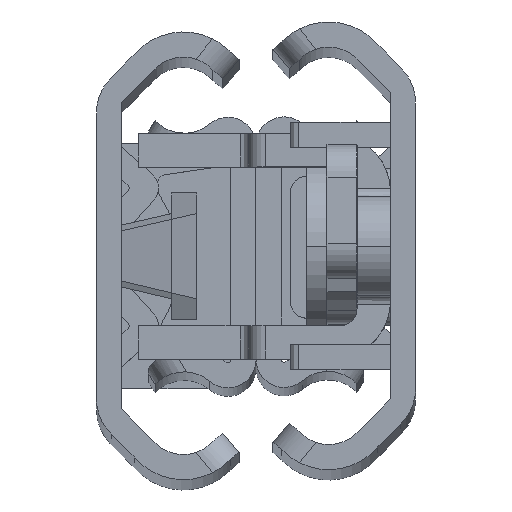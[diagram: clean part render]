
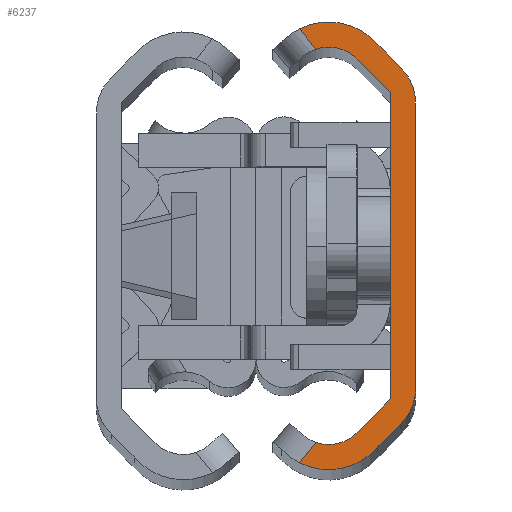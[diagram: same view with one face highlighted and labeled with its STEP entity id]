
A CAD part, top view. The second image highlights one B-rep face of the part: STEP entity #6237.
In plain terms, the highlighted planar face has unit normal (0, 0, 1).
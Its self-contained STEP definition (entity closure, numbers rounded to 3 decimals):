
#184 = EDGE_CURVE ( 'NONE', #8246, #5086, #8928, .T. ) ;
#253 = VECTOR ( 'NONE', #12979, 1000. ) ;
#267 = PLANE ( 'NONE',  #4873 ) ;
#383 = CARTESIAN_POINT ( 'NONE',  ( 5.454, 12.981, 0. ) ) ;
#393 = CARTESIAN_POINT ( 'NONE',  ( 3.7, -9.52, 0. ) ) ;
#493 = DIRECTION ( 'NONE',  ( 0., 0., -1. ) ) ;
#507 = ORIENTED_EDGE ( 'NONE', *, *, #545, .T. ) ;
#545 = EDGE_CURVE ( 'NONE', #9830, #11540, #899, .T. ) ;
#828 = CARTESIAN_POINT ( 'NONE',  ( -0.621, 10.669, 0. ) ) ;
#882 = ORIENTED_EDGE ( 'NONE', *, *, #12360, .T. ) ;
#899 = LINE ( 'NONE', #10998, #253 ) ;
#963 = EDGE_CURVE ( 'NONE', #5484, #3961, #2948, .T. ) ;
#974 = CARTESIAN_POINT ( 'NONE',  ( -0.621, -10.669, 0. ) ) ;
#1030 = EDGE_CURVE ( 'NONE', #3961, #10610, #8314, .T. ) ;
#1476 = CARTESIAN_POINT ( 'NONE',  ( 3.7, 9.52, 0. ) ) ;
#1552 = EDGE_CURVE ( 'NONE', #2331, #10911, #3225, .T. ) ;
#1666 = ORIENTED_EDGE ( 'NONE', *, *, #963, .T. ) ;
#1685 = CARTESIAN_POINT ( 'NONE',  ( 0.752, -12.042, 0. ) ) ;
#1906 = ORIENTED_EDGE ( 'NONE', *, *, #8254, .T. ) ;
#1990 = EDGE_CURVE ( 'NONE', #10911, #8246, #7825, .T. ) ;
#2243 = DIRECTION ( 'NONE',  ( 0., 1., 0. ) ) ;
#2256 = ORIENTED_EDGE ( 'NONE', *, *, #1552, .T. ) ;
#2331 = VERTEX_POINT ( 'NONE', #1685 ) ;
#2377 = VERTEX_POINT ( 'NONE', #9918 ) ;
#2432 = DIRECTION ( 'NONE',  ( 0., 0., -1. ) ) ;
#2479 = CARTESIAN_POINT ( 'NONE',  ( 1.5, -8.548, 0. ) ) ;
#2948 = LINE ( 'NONE', #828, #4509 ) ;
#3225 = CIRCLE ( 'NONE', #7486, 3.88 ) ;
#3228 = VERTEX_POINT ( 'NONE', #11929 ) ;
#3302 = CARTESIAN_POINT ( 'NONE',  ( 1.859, -11.028, 0. ) ) ;
#3515 = FACE_OUTER_BOUND ( 'NONE', #5504, .T. ) ;
#3556 = CARTESIAN_POINT ( 'NONE',  ( 3.7, 9.52, 0. ) ) ;
#3762 = AXIS2_PLACEMENT_3D ( 'NONE', #3556, #4559, #11768 ) ;
#3896 = DIRECTION ( 'NONE',  ( 0.643, 0.766, 0. ) ) ;
#3961 = VERTEX_POINT ( 'NONE', #4546 ) ;
#4246 = LINE ( 'NONE', #974, #10123 ) ;
#4283 = VECTOR ( 'NONE', #8806, 1000. ) ;
#4317 = DIRECTION ( 'NONE',  ( 1., 0., 0. ) ) ;
#4322 = CARTESIAN_POINT ( 'NONE',  ( 1.5, -8.548, 0. ) ) ;
#4491 = CARTESIAN_POINT ( 'NONE',  ( 4.446, -11.78, 0. ) ) ;
#4509 = VECTOR ( 'NONE', #8068, 1000. ) ;
#4546 = CARTESIAN_POINT ( 'NONE',  ( -0.621, 10.669, 0. ) ) ;
#4559 = DIRECTION ( 'NONE',  ( 0., 0., 1. ) ) ;
#4646 = CIRCLE ( 'NONE', #5030, 3. ) ;
#4873 = AXIS2_PLACEMENT_3D ( 'NONE', #4322, #9419, #8492 ) ;
#5030 = AXIS2_PLACEMENT_3D ( 'NONE', #2479, #8531, #8467 ) ;
#5033 = CARTESIAN_POINT ( 'NONE',  ( 1.859, -11.028, 0. ) ) ;
#5086 = VERTEX_POINT ( 'NONE', #5033 ) ;
#5088 = CARTESIAN_POINT ( 'NONE',  ( -6.78, -1.6, 0. ) ) ;
#5144 = AXIS2_PLACEMENT_3D ( 'NONE', #11841, #6813, #10850 ) ;
#5246 = LINE ( 'NONE', #7237, #10501 ) ;
#5268 = VERTEX_POINT ( 'NONE', #8473 ) ;
#5373 = DIRECTION ( 'NONE',  ( 0., 0., 1. ) ) ;
#5434 = VECTOR ( 'NONE', #10417, 1000. ) ;
#5484 = VERTEX_POINT ( 'NONE', #11476 ) ;
#5504 = EDGE_LOOP ( 'NONE', ( #2256, #6161, #6752, #10313, #12590, #507, #882, #6907, #12662, #1666, #6708, #11637, #1906, #12435 ) ) ;
#5653 = VERTEX_POINT ( 'NONE', #383 ) ;
#6161 = ORIENTED_EDGE ( 'NONE', *, *, #1990, .T. ) ;
#6237 = ADVANCED_FACE ( 'NONE', ( #3515 ), #267, .T. ) ;
#6493 = DIRECTION ( 'NONE',  ( 1., 0., 0. ) ) ;
#6708 = ORIENTED_EDGE ( 'NONE', *, *, #1030, .T. ) ;
#6752 = ORIENTED_EDGE ( 'NONE', *, *, #184, .T. ) ;
#6813 = DIRECTION ( 'NONE',  ( 0., 0., 1. ) ) ;
#6907 = ORIENTED_EDGE ( 'NONE', *, *, #6926, .T. ) ;
#6926 = EDGE_CURVE ( 'NONE', #2377, #5653, #10117, .T. ) ;
#7106 = AXIS2_PLACEMENT_3D ( 'NONE', #1476, #493, #11696 ) ;
#7237 = CARTESIAN_POINT ( 'NONE',  ( 0., 9.169, 0. ) ) ;
#7368 = DIRECTION ( 'NONE',  ( -0.707, 0.707, 0. ) ) ;
#7486 = AXIS2_PLACEMENT_3D ( 'NONE', #393, #5373, #4317 ) ;
#7825 = LINE ( 'NONE', #9803, #4283 ) ;
#8068 = DIRECTION ( 'NONE',  ( -0.707, -0.707, 0. ) ) ;
#8246 = VERTEX_POINT ( 'NONE', #4491 ) ;
#8254 = EDGE_CURVE ( 'NONE', #5268, #3228, #4646, .T. ) ;
#8314 = CIRCLE ( 'NONE', #5144, 3. ) ;
#8333 = EDGE_CURVE ( 'NONE', #5653, #5484, #12029, .T. ) ;
#8467 = DIRECTION ( 'NONE',  ( 1., 0., 0. ) ) ;
#8473 = CARTESIAN_POINT ( 'NONE',  ( -1.5, -8.548, 0. ) ) ;
#8492 = DIRECTION ( 'NONE',  ( 1., 0., 0. ) ) ;
#8531 = DIRECTION ( 'NONE',  ( 0., 0., 1. ) ) ;
#8806 = DIRECTION ( 'NONE',  ( -0.643, 0.766, 0. ) ) ;
#8928 = CIRCLE ( 'NONE', #9354, 2.38 ) ;
#8976 = EDGE_CURVE ( 'NONE', #3228, #2331, #4246, .T. ) ;
#9084 = CARTESIAN_POINT ( 'NONE',  ( 3.7, -9.52, 0. ) ) ;
#9217 = CIRCLE ( 'NONE', #7106, 2.38 ) ;
#9342 = DIRECTION ( 'NONE',  ( 0.707, -0.707, 0. ) ) ;
#9354 = AXIS2_PLACEMENT_3D ( 'NONE', #9084, #2432, #6493 ) ;
#9419 = DIRECTION ( 'NONE',  ( 0., 0., 1. ) ) ;
#9429 = CARTESIAN_POINT ( 'NONE',  ( -1.5, -8.548, 0. ) ) ;
#9803 = CARTESIAN_POINT ( 'NONE',  ( 1.638, -8.432, 0. ) ) ;
#9827 = CARTESIAN_POINT ( 'NONE',  ( 0., 9.169, 0. ) ) ;
#9830 = VERTEX_POINT ( 'NONE', #9827 ) ;
#9918 = CARTESIAN_POINT ( 'NONE',  ( 4.446, 11.78, 0. ) ) ;
#9957 = VECTOR ( 'NONE', #3896, 1000. ) ;
#10117 = LINE ( 'NONE', #5088, #9957 ) ;
#10123 = VECTOR ( 'NONE', #9342, 1000. ) ;
#10313 = ORIENTED_EDGE ( 'NONE', *, *, #11432, .T. ) ;
#10417 = DIRECTION ( 'NONE',  ( 0., -1., 0. ) ) ;
#10501 = VECTOR ( 'NONE', #2243, 1000. ) ;
#10610 = VERTEX_POINT ( 'NONE', #10719 ) ;
#10668 = CARTESIAN_POINT ( 'NONE',  ( 1.859, 11.028, 0. ) ) ;
#10719 = CARTESIAN_POINT ( 'NONE',  ( -1.5, 8.548, 0. ) ) ;
#10850 = DIRECTION ( 'NONE',  ( 1., 0., 0. ) ) ;
#10911 = VERTEX_POINT ( 'NONE', #11297 ) ;
#10998 = CARTESIAN_POINT ( 'NONE',  ( 1.859, 11.028, 0. ) ) ;
#11285 = LINE ( 'NONE', #9429, #5434 ) ;
#11297 = CARTESIAN_POINT ( 'NONE',  ( 5.454, -12.981, 0. ) ) ;
#11432 = EDGE_CURVE ( 'NONE', #5086, #11960, #12380, .T. ) ;
#11476 = CARTESIAN_POINT ( 'NONE',  ( 0.752, 12.042, 0. ) ) ;
#11540 = VERTEX_POINT ( 'NONE', #10668 ) ;
#11637 = ORIENTED_EDGE ( 'NONE', *, *, #12614, .T. ) ;
#11696 = DIRECTION ( 'NONE',  ( 1., 0., 0. ) ) ;
#11768 = DIRECTION ( 'NONE',  ( 1., 0., 0. ) ) ;
#11841 = CARTESIAN_POINT ( 'NONE',  ( 1.5, 8.548, 0. ) ) ;
#11904 = CARTESIAN_POINT ( 'NONE',  ( 0., -9.169, 0. ) ) ;
#11929 = CARTESIAN_POINT ( 'NONE',  ( -0.621, -10.669, 0. ) ) ;
#11960 = VERTEX_POINT ( 'NONE', #11904 ) ;
#12029 = CIRCLE ( 'NONE', #3762, 3.88 ) ;
#12360 = EDGE_CURVE ( 'NONE', #11540, #2377, #9217, .T. ) ;
#12362 = VECTOR ( 'NONE', #7368, 1000. ) ;
#12380 = LINE ( 'NONE', #3302, #12362 ) ;
#12435 = ORIENTED_EDGE ( 'NONE', *, *, #8976, .T. ) ;
#12590 = ORIENTED_EDGE ( 'NONE', *, *, #12985, .T. ) ;
#12614 = EDGE_CURVE ( 'NONE', #10610, #5268, #11285, .T. ) ;
#12662 = ORIENTED_EDGE ( 'NONE', *, *, #8333, .T. ) ;
#12979 = DIRECTION ( 'NONE',  ( 0.707, 0.707, 0. ) ) ;
#12985 = EDGE_CURVE ( 'NONE', #11960, #9830, #5246, .T. ) ;
